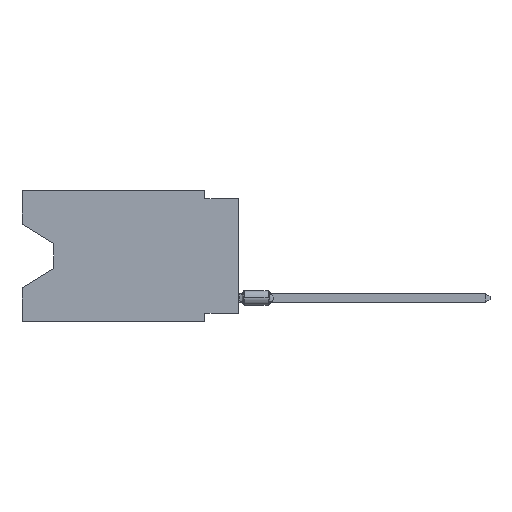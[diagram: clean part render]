
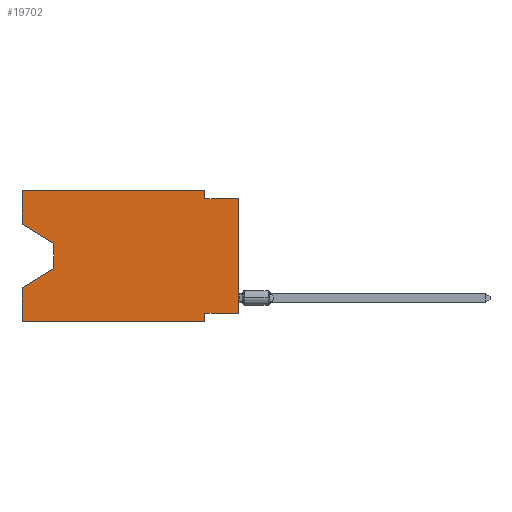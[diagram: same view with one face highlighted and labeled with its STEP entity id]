
A CAD part, left-side view. The second image highlights one B-rep face of the part: STEP entity #19702.
In plain terms, the highlighted planar face has unit normal (-1, 0, 0).
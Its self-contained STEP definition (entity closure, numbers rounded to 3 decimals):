
#495 = LINE ( 'NONE', #7417, #13965 ) ;
#1818 = CARTESIAN_POINT ( 'NONE',  ( 0., 16.383, 0. ) ) ;
#2146 = DIRECTION ( 'NONE',  ( 0., 0., 1. ) ) ;
#2260 = LINE ( 'NONE', #17681, #10013 ) ;
#2366 = LINE ( 'NONE', #14723, #2637 ) ;
#2444 = VERTEX_POINT ( 'NONE', #19030 ) ;
#2637 = VECTOR ( 'NONE', #5883, 1000. ) ;
#2684 = LINE ( 'NONE', #12917, #8531 ) ;
#2768 = EDGE_CURVE ( 'NONE', #4456, #15953, #2684, .T. ) ;
#3121 = EDGE_CURVE ( 'NONE', #11374, #4456, #21982, .T. ) ;
#3163 = VECTOR ( 'NONE', #18367, 1000. ) ;
#3434 = ORIENTED_EDGE ( 'NONE', *, *, #2768, .F. ) ;
#4453 = CARTESIAN_POINT ( 'NONE',  ( 0., 2.54, -0.635 ) ) ;
#4456 = VERTEX_POINT ( 'NONE', #13585 ) ;
#4696 = VERTEX_POINT ( 'NONE', #20478 ) ;
#4802 = AXIS2_PLACEMENT_3D ( 'NONE', #1818, #12375, #17574 ) ;
#4959 = DIRECTION ( 'NONE',  ( 0., 1., 0. ) ) ;
#5056 = CARTESIAN_POINT ( 'NONE',  ( 0., 16.383, -2.546 ) ) ;
#5120 = LINE ( 'NONE', #5460, #15070 ) ;
#5252 = VERTEX_POINT ( 'NONE', #21714 ) ;
#5278 = CARTESIAN_POINT ( 'NONE',  ( 0., 0., -0.635 ) ) ;
#5460 = CARTESIAN_POINT ( 'NONE',  ( 0., 2.54, -9.906 ) ) ;
#5883 = DIRECTION ( 'NONE',  ( 0., -0.855, -0.519 ) ) ;
#6324 = VECTOR ( 'NONE', #4959, 1000. ) ;
#6428 = ORIENTED_EDGE ( 'NONE', *, *, #11894, .T. ) ;
#6519 = ORIENTED_EDGE ( 'NONE', *, *, #17435, .T. ) ;
#6689 = EDGE_CURVE ( 'NONE', #17310, #14472, #17322, .T. ) ;
#6954 = VECTOR ( 'NONE', #8606, 1000. ) ;
#7031 = EDGE_CURVE ( 'NONE', #15953, #14022, #11932, .T. ) ;
#7052 = EDGE_CURVE ( 'NONE', #9440, #11374, #2260, .T. ) ;
#7070 = DIRECTION ( 'NONE',  ( 0., 0., -1. ) ) ;
#7146 = DIRECTION ( 'NONE',  ( 0., -1., 0. ) ) ;
#7348 = ORIENTED_EDGE ( 'NONE', *, *, #9619, .T. ) ;
#7417 = CARTESIAN_POINT ( 'NONE',  ( 0., 16.383, 0. ) ) ;
#8037 = ORIENTED_EDGE ( 'NONE', *, *, #8371, .F. ) ;
#8240 = LINE ( 'NONE', #15142, #13587 ) ;
#8370 = VECTOR ( 'NONE', #20268, 1000. ) ;
#8371 = EDGE_CURVE ( 'NONE', #14472, #22139, #5120, .T. ) ;
#8531 = VECTOR ( 'NONE', #14931, 1000. ) ;
#8553 = VECTOR ( 'NONE', #7146, 1000. ) ;
#8606 = DIRECTION ( 'NONE',  ( 0., 0., 1. ) ) ;
#9289 = CARTESIAN_POINT ( 'NONE',  ( 0., 0., -9.271 ) ) ;
#9440 = VERTEX_POINT ( 'NONE', #5056 ) ;
#9619 = EDGE_CURVE ( 'NONE', #2444, #17252, #19125, .T. ) ;
#9792 = CARTESIAN_POINT ( 'NONE',  ( 0., 2.54, -9.906 ) ) ;
#10013 = VECTOR ( 'NONE', #2146, 1000. ) ;
#10290 = ORIENTED_EDGE ( 'NONE', *, *, #10989, .T. ) ;
#10777 = EDGE_LOOP ( 'NONE', ( #6428, #7348, #6519, #22004, #16609, #8037, #16180, #10290, #13235, #3434, #16033, #11084 ) ) ;
#10989 = EDGE_CURVE ( 'NONE', #17310, #14022, #13703, .T. ) ;
#11084 = ORIENTED_EDGE ( 'NONE', *, *, #7052, .F. ) ;
#11374 = VERTEX_POINT ( 'NONE', #15591 ) ;
#11894 = EDGE_CURVE ( 'NONE', #9440, #2444, #2366, .T. ) ;
#11932 = LINE ( 'NONE', #21197, #8553 ) ;
#12022 = CARTESIAN_POINT ( 'NONE',  ( 0., 0., -9.271 ) ) ;
#12340 = DIRECTION ( 'NONE',  ( 0., 0., -1. ) ) ;
#12375 = DIRECTION ( 'NONE',  ( 1., 0., 0. ) ) ;
#12497 = FACE_OUTER_BOUND ( 'NONE', #10777, .T. ) ;
#12515 = CARTESIAN_POINT ( 'NONE',  ( 0., 2.54, -9.271 ) ) ;
#12577 = CARTESIAN_POINT ( 'NONE',  ( 0., 13.97, -4.013 ) ) ;
#12731 = LINE ( 'NONE', #19606, #3163 ) ;
#12909 = DIRECTION ( 'NONE',  ( 0., 0.855, -0.519 ) ) ;
#12917 = CARTESIAN_POINT ( 'NONE',  ( 0., 2.54, 0. ) ) ;
#13046 = EDGE_CURVE ( 'NONE', #5252, #4696, #495, .T. ) ;
#13235 = ORIENTED_EDGE ( 'NONE', *, *, #7031, .F. ) ;
#13377 = CARTESIAN_POINT ( 'NONE',  ( 0., 16.383, 0. ) ) ;
#13470 = EDGE_CURVE ( 'NONE', #5252, #22139, #12731, .T. ) ;
#13585 = CARTESIAN_POINT ( 'NONE',  ( 0., 2.54, 0. ) ) ;
#13587 = VECTOR ( 'NONE', #12909, 1000. ) ;
#13703 = LINE ( 'NONE', #17311, #6954 ) ;
#13965 = VECTOR ( 'NONE', #14344, 1000. ) ;
#14022 = VERTEX_POINT ( 'NONE', #5278 ) ;
#14344 = DIRECTION ( 'NONE',  ( 0., 0., 1. ) ) ;
#14472 = VERTEX_POINT ( 'NONE', #12515 ) ;
#14480 = CARTESIAN_POINT ( 'NONE',  ( 0., 13.97, -5.893 ) ) ;
#14723 = CARTESIAN_POINT ( 'NONE',  ( 0., 16.383, -2.546 ) ) ;
#14931 = DIRECTION ( 'NONE',  ( 0., 0., -1. ) ) ;
#15070 = VECTOR ( 'NONE', #7070, 1000. ) ;
#15142 = CARTESIAN_POINT ( 'NONE',  ( 0., 13.97, -5.893 ) ) ;
#15591 = CARTESIAN_POINT ( 'NONE',  ( 0., 16.383, 0. ) ) ;
#15953 = VERTEX_POINT ( 'NONE', #4453 ) ;
#16033 = ORIENTED_EDGE ( 'NONE', *, *, #3121, .F. ) ;
#16180 = ORIENTED_EDGE ( 'NONE', *, *, #6689, .F. ) ;
#16609 = ORIENTED_EDGE ( 'NONE', *, *, #13470, .T. ) ;
#17252 = VERTEX_POINT ( 'NONE', #14480 ) ;
#17310 = VERTEX_POINT ( 'NONE', #9289 ) ;
#17311 = CARTESIAN_POINT ( 'NONE',  ( 0., 0., 0. ) ) ;
#17322 = LINE ( 'NONE', #12022, #6324 ) ;
#17435 = EDGE_CURVE ( 'NONE', #17252, #4696, #8240, .T. ) ;
#17574 = DIRECTION ( 'NONE',  ( 0., 0., -1. ) ) ;
#17681 = CARTESIAN_POINT ( 'NONE',  ( 0., 16.383, 0. ) ) ;
#18367 = DIRECTION ( 'NONE',  ( 0., -1., 0. ) ) ;
#19030 = CARTESIAN_POINT ( 'NONE',  ( 0., 13.97, -4.013 ) ) ;
#19125 = LINE ( 'NONE', #12577, #19680 ) ;
#19595 = PLANE ( 'NONE',  #4802 ) ;
#19606 = CARTESIAN_POINT ( 'NONE',  ( 0., 16.383, -9.906 ) ) ;
#19680 = VECTOR ( 'NONE', #12340, 1000. ) ;
#19702 = ADVANCED_FACE ( 'NONE', ( #12497 ), #19595, .F. ) ;
#20268 = DIRECTION ( 'NONE',  ( 0., -1., 0. ) ) ;
#20478 = CARTESIAN_POINT ( 'NONE',  ( 0., 16.383, -7.36 ) ) ;
#21197 = CARTESIAN_POINT ( 'NONE',  ( 0., 0., -0.635 ) ) ;
#21714 = CARTESIAN_POINT ( 'NONE',  ( 0., 16.383, -9.906 ) ) ;
#21982 = LINE ( 'NONE', #13377, #8370 ) ;
#22004 = ORIENTED_EDGE ( 'NONE', *, *, #13046, .F. ) ;
#22139 = VERTEX_POINT ( 'NONE', #9792 ) ;
